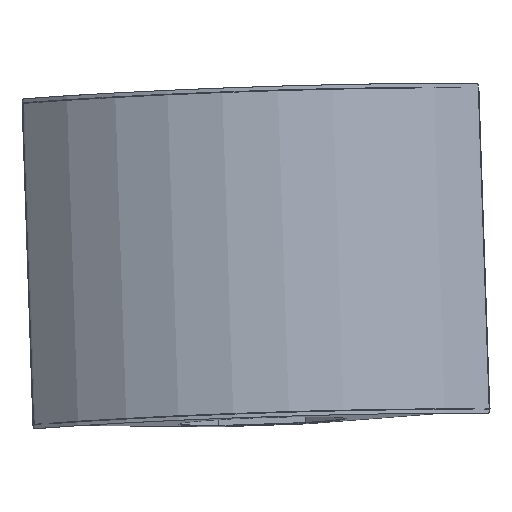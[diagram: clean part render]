
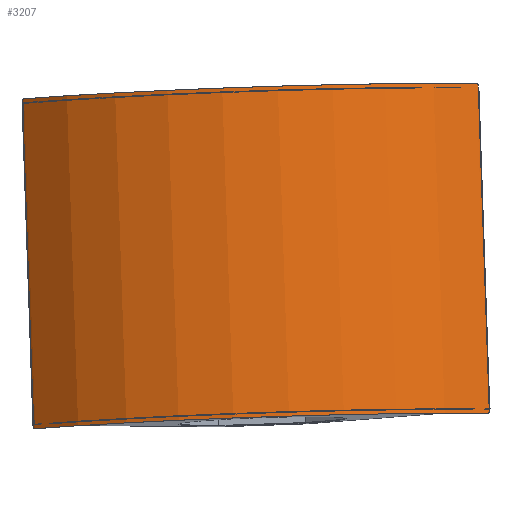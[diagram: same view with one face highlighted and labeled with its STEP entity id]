
A CAD part, front view. The second image highlights one B-rep face of the part: STEP entity #3207.
In plain terms, the highlighted cylindrical face has radius 250.5 mm (diameter 501 mm), a partial arc.
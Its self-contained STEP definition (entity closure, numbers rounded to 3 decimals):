
#2380=CARTESIAN_POINT('',(2.502,250.488,253.0));
#2381=VERTEX_POINT('',#2380);
#2382=CARTESIAN_POINT('',(0.502,250.499,251.));
#2383=VERTEX_POINT('',#2382);
#2384=CARTESIAN_POINT('',(2.502,250.488,253.));
#2385=CARTESIAN_POINT('',(2.251,250.49,253.));
#2386=CARTESIAN_POINT('',(1.983,250.492,252.95));
#2387=CARTESIAN_POINT('',(1.49,250.496,252.746));
#2388=CARTESIAN_POINT('',(1.265,250.497,252.592));
#2389=CARTESIAN_POINT('',(0.91,250.498,252.237));
#2390=CARTESIAN_POINT('',(0.756,250.499,252.012));
#2391=CARTESIAN_POINT('',(0.552,250.499,251.519));
#2392=CARTESIAN_POINT('',(0.502,250.499,251.251));
#2393=CARTESIAN_POINT('',(0.502,250.499,251.));
#2394=B_SPLINE_CURVE_WITH_KNOTS('',3,(#2384,#2385,#2386,#2387,#2388,#2389,#2390,#2391,#2392,#2393),.UNSPECIFIED.,.F.,.U.,(4,2,2,2,4),(0.301,0.377,0.452,0.527,0.603),.UNSPECIFIED.);
#2395=EDGE_CURVE('',#2381,#2383,#2394,.T.);
#2444=CARTESIAN_POINT('',(250.488,2.502,253.0));
#2445=VERTEX_POINT('',#2444);
#2452=CARTESIAN_POINT('',(0.,0.,253.0));
#2453=DIRECTION('',(0.0,0.0,-1.0));
#2454=DIRECTION('',(1.,0.002,0.0));
#2455=AXIS2_PLACEMENT_3D('',#2452,#2453,#2454);
#2456=CIRCLE('',#2455,250.5);
#2457=EDGE_CURVE('',#2381,#2445,#2456,.T.);
#2578=CARTESIAN_POINT('',(0.502,250.499,-1.0));
#2579=VERTEX_POINT('',#2578);
#2586=CARTESIAN_POINT('',(2.502,250.488,-3.0));
#2587=VERTEX_POINT('',#2586);
#2588=CARTESIAN_POINT('',(0.502,250.499,-1.));
#2589=CARTESIAN_POINT('',(0.502,250.499,-1.251));
#2590=CARTESIAN_POINT('',(0.552,250.499,-1.519));
#2591=CARTESIAN_POINT('',(0.756,250.499,-2.012));
#2592=CARTESIAN_POINT('',(0.91,250.498,-2.237));
#2593=CARTESIAN_POINT('',(1.265,250.497,-2.592));
#2594=CARTESIAN_POINT('',(1.49,250.496,-2.746));
#2595=CARTESIAN_POINT('',(1.983,250.492,-2.95));
#2596=CARTESIAN_POINT('',(2.251,250.49,-3.));
#2597=CARTESIAN_POINT('',(2.502,250.488,-3.));
#2598=B_SPLINE_CURVE_WITH_KNOTS('',3,(#2588,#2589,#2590,#2591,#2592,#2593,#2594,#2595,#2596,#2597),.UNSPECIFIED.,.F.,.U.,(4,2,2,2,4),(1.205,1.281,1.356,1.431,1.507),.UNSPECIFIED.);
#2599=EDGE_CURVE('',#2579,#2587,#2598,.T.);
#2616=CARTESIAN_POINT('',(250.488,2.502,-3.0));
#2617=VERTEX_POINT('',#2616);
#2618=CARTESIAN_POINT('',(0.,0.,-3.0));
#2619=DIRECTION('',(0.0,0.0,1.0));
#2620=DIRECTION('',(0.002,1.,0.0));
#2621=AXIS2_PLACEMENT_3D('',#2618,#2619,#2620);
#2622=CIRCLE('',#2621,250.5);
#2623=EDGE_CURVE('',#2617,#2587,#2622,.T.);
#2640=CARTESIAN_POINT('',(250.499,0.502,-1.0));
#2641=VERTEX_POINT('',#2640);
#2642=CARTESIAN_POINT('',(250.488,2.502,-3.));
#2643=CARTESIAN_POINT('',(250.49,2.251,-3.));
#2644=CARTESIAN_POINT('',(250.492,1.983,-2.95));
#2645=CARTESIAN_POINT('',(250.496,1.49,-2.746));
#2646=CARTESIAN_POINT('',(250.497,1.265,-2.592));
#2647=CARTESIAN_POINT('',(250.498,0.91,-2.237));
#2648=CARTESIAN_POINT('',(250.499,0.756,-2.012));
#2649=CARTESIAN_POINT('',(250.499,0.552,-1.519));
#2650=CARTESIAN_POINT('',(250.499,0.502,-1.251));
#2651=CARTESIAN_POINT('',(250.499,0.502,-1.));
#2652=B_SPLINE_CURVE_WITH_KNOTS('',3,(#2642,#2643,#2644,#2645,#2646,#2647,#2648,#2649,#2650,#2651),.UNSPECIFIED.,.F.,.U.,(4,2,2,2,4),(0.904,0.979,1.055,1.13,1.205),.UNSPECIFIED.);
#2653=EDGE_CURVE('',#2617,#2641,#2652,.T.);
#2672=CARTESIAN_POINT('',(250.499,0.502,251.));
#2673=VERTEX_POINT('',#2672);
#2680=CARTESIAN_POINT('',(250.499,0.502,251.));
#2681=CARTESIAN_POINT('',(250.499,0.502,251.251));
#2682=CARTESIAN_POINT('',(250.499,0.552,251.519));
#2683=CARTESIAN_POINT('',(250.499,0.756,252.012));
#2684=CARTESIAN_POINT('',(250.498,0.91,252.237));
#2685=CARTESIAN_POINT('',(250.497,1.265,252.592));
#2686=CARTESIAN_POINT('',(250.496,1.49,252.746));
#2687=CARTESIAN_POINT('',(250.492,1.983,252.95));
#2688=CARTESIAN_POINT('',(250.49,2.251,253.));
#2689=CARTESIAN_POINT('',(250.488,2.502,253.));
#2690=B_SPLINE_CURVE_WITH_KNOTS('',3,(#2680,#2681,#2682,#2683,#2684,#2685,#2686,#2687,#2688,#2689),.UNSPECIFIED.,.F.,.U.,(4,2,2,2,4),(0.603,0.678,0.753,0.829,0.904),.UNSPECIFIED.);
#2691=EDGE_CURVE('',#2673,#2445,#2690,.T.);
#2704=CARTESIAN_POINT('',(0.502,250.499,0.0));
#2705=VERTEX_POINT('',#2704);
#2712=CARTESIAN_POINT('',(0.502,250.499,0.0));
#2713=DIRECTION('',(0.0,0.0,-1.0));
#2714=VECTOR('',#2713,1.0);
#2715=LINE('',#2712,#2714);
#2716=EDGE_CURVE('',#2705,#2579,#2715,.T.);
#2727=CARTESIAN_POINT('',(250.499,0.502,0.0));
#2728=VERTEX_POINT('',#2727);
#2729=CARTESIAN_POINT('',(250.499,0.502,0.0));
#2730=DIRECTION('',(0.0,0.0,-1.0));
#2731=VECTOR('',#2730,1.0);
#2732=LINE('',#2729,#2731);
#2733=EDGE_CURVE('',#2728,#2641,#2732,.T.);
#2751=CARTESIAN_POINT('',(0.502,250.499,250.0));
#2752=VERTEX_POINT('',#2751);
#2753=CARTESIAN_POINT('',(0.502,250.499,250.0));
#2754=DIRECTION('',(0.0,0.0,1.0));
#2755=VECTOR('',#2754,1.);
#2756=LINE('',#2753,#2755);
#2757=EDGE_CURVE('',#2752,#2383,#2756,.T.);
#2776=CARTESIAN_POINT('',(250.499,0.502,250.0));
#2777=VERTEX_POINT('',#2776);
#2784=CARTESIAN_POINT('',(250.499,0.502,250.0));
#2785=DIRECTION('',(0.0,0.0,1.0));
#2786=VECTOR('',#2785,1.);
#2787=LINE('',#2784,#2786);
#2788=EDGE_CURVE('',#2777,#2673,#2787,.T.);
#3178=CARTESIAN_POINT('',(0.,0.,125.0));
#3179=DIRECTION('',(0.0,0.0,-1.0));
#3180=DIRECTION('',(0.002,1.,0.0));
#3181=AXIS2_PLACEMENT_3D('',#3178,#3179,#3180);
#3182=CYLINDRICAL_SURFACE('',#3181,250.5);
#3183=ORIENTED_EDGE('',*,*,#2395,.F.);
#3184=ORIENTED_EDGE('',*,*,#2457,.T.);
#3185=ORIENTED_EDGE('',*,*,#2691,.F.);
#3186=ORIENTED_EDGE('',*,*,#2788,.F.);
#3187=CARTESIAN_POINT('',(250.499,0.502,0.0));
#3188=DIRECTION('',(0.0,0.0,1.0));
#3189=VECTOR('',#3188,250.0);
#3190=LINE('',#3187,#3189);
#3191=EDGE_CURVE('',#2728,#2777,#3190,.T.);
#3192=ORIENTED_EDGE('',*,*,#3191,.F.);
#3193=ORIENTED_EDGE('',*,*,#2733,.T.);
#3194=ORIENTED_EDGE('',*,*,#2653,.F.);
#3195=ORIENTED_EDGE('',*,*,#2623,.T.);
#3196=ORIENTED_EDGE('',*,*,#2599,.F.);
#3197=ORIENTED_EDGE('',*,*,#2716,.F.);
#3198=CARTESIAN_POINT('',(0.502,250.499,0.0));
#3199=DIRECTION('',(0.0,0.0,1.0));
#3200=VECTOR('',#3199,250.0);
#3201=LINE('',#3198,#3200);
#3202=EDGE_CURVE('',#2705,#2752,#3201,.T.);
#3203=ORIENTED_EDGE('',*,*,#3202,.T.);
#3204=ORIENTED_EDGE('',*,*,#2757,.T.);
#3205=EDGE_LOOP('',(#3183,#3184,#3185,#3186,#3192,#3193,#3194,#3195,#3196,#3197,#3203,#3204));
#3206=FACE_OUTER_BOUND('',#3205,.T.);
#3207=ADVANCED_FACE('',(#3206),#3182,.T.);
